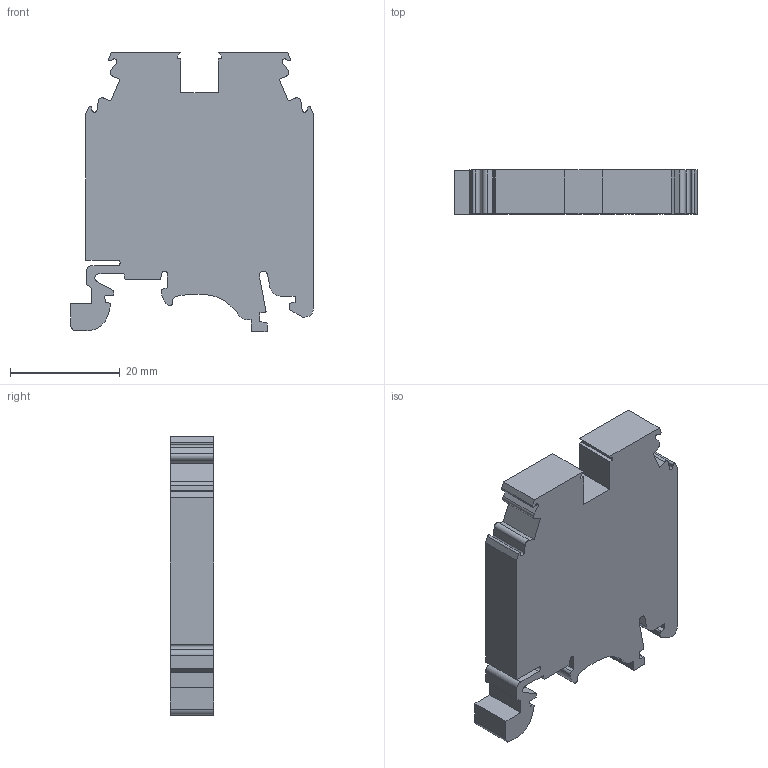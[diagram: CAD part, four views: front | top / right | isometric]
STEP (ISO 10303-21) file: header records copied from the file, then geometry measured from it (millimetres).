
FILE_DESCRIPTION(/* description */ ('Unknown'),/* implementation_level */ '2;1');
FILE_NAME(/* name */ '6KUT4NH',/* time_stamp */ '2016-10-06T11:35:53+05:00',/* author */ ('Unknown'),/* organization */ ('Unknown'),/* preprocessor_version */ 'ST-DEVELOPER v16',/* originating_system */ 'DEX',/* authorisation */ $);
FILE_SCHEMA (('AUTOMOTIVE_DESIGN {1 0 10303 214 3 1 1}'));
Length unit declared in the file: millimetre
Products named in the file (1): 6KUT4NH
Bounding box: 44.25 x 8 x 51 mm (x, y, z)
Volume: 13793 mm3; surface area: 5661.4 mm2
Topology: 1 solids, 1 shells, 103 faces, 310 edges, 209 vertices
Faces by surface type: plane 69, cylinder 34
Entity records: 3521 total; most frequent: CARTESIAN_POINT 626, ORIENTED_EDGE 620, DIRECTION 587, EDGE_CURVE 310, LINE 239, VECTOR 239, VERTEX_POINT 209, AXIS2_PLACEMENT_3D 174
